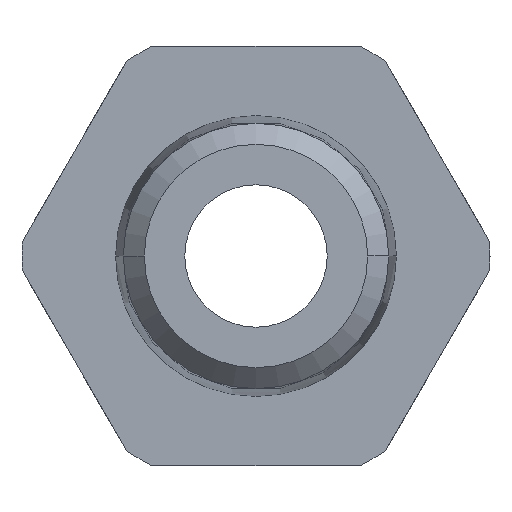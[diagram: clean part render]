
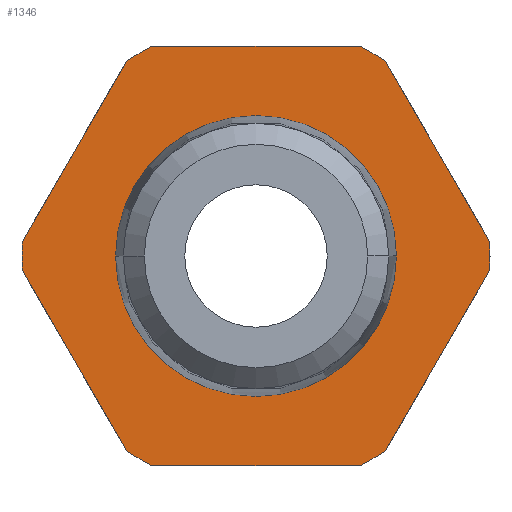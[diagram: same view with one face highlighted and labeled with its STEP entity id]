
A CAD part, front view. The second image highlights one B-rep face of the part: STEP entity #1346.
In plain terms, the highlighted planar face has unit normal (0, -1, 0).
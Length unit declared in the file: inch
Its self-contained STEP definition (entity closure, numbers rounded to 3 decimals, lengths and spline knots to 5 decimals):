
#12 = EDGE_CURVE ( 'NONE', #1036, #1643, #170, .T. ) ;
#42 = VERTEX_POINT ( 'NONE', #211 ) ;
#51 = FACE_OUTER_BOUND ( 'NONE', #2127, .T. ) ;
#52 = DIRECTION ( 'NONE',  ( 0.5, 0., 0.866 ) ) ;
#63 = AXIS2_PLACEMENT_3D ( 'NONE', #391, #1578, #560 ) ;
#69 = DIRECTION ( 'NONE',  ( -1., 0., 0. ) ) ;
#107 = EDGE_CURVE ( 'NONE', #412, #1250, #1873, .T. ) ;
#127 = DIRECTION ( 'NONE',  ( 0., 0., -1. ) ) ;
#150 = CARTESIAN_POINT ( 'NONE',  ( -0.45276, 0.51969, 0. ) ) ;
#155 = EDGE_CURVE ( 'NONE', #1802, #1643, #1362, .T. ) ;
#168 = VECTOR ( 'NONE', #172, 39.37008 ) ;
#170 = CIRCLE ( 'NONE', #533, 0.45276 ) ;
#172 = DIRECTION ( 'NONE',  ( -0.5, 0., 0.866 ) ) ;
#183 = ORIENTED_EDGE ( 'NONE', *, *, #758, .F. ) ;
#186 = DIRECTION ( 'NONE',  ( 0., 1., 0. ) ) ;
#195 = EDGE_CURVE ( 'NONE', #939, #42, #859, .T. ) ;
#199 = EDGE_CURVE ( 'NONE', #929, #210, #400, .T. ) ;
#206 = CARTESIAN_POINT ( 'NONE',  ( 0.2505, 0.51969, -0.37714 ) ) ;
#210 = VERTEX_POINT ( 'NONE', #1243 ) ;
#211 = CARTESIAN_POINT ( 'NONE',  ( -0.27165, 0.51969, 0. ) ) ;
#229 = DIRECTION ( 'NONE',  ( 0., -1., 0. ) ) ;
#260 = EDGE_CURVE ( 'NONE', #690, #1250, #958, .T. ) ;
#297 = ORIENTED_EDGE ( 'NONE', *, *, #1047, .T. ) ;
#329 = DIRECTION ( 'NONE',  ( 0.5, 0., -0.866 ) ) ;
#345 = CARTESIAN_POINT ( 'NONE',  ( 0.27165, 0.51969, 0. ) ) ;
#372 = DIRECTION ( 'NONE',  ( -1., 0., 0. ) ) ;
#378 = DIRECTION ( 'NONE',  ( 0., -1., 0. ) ) ;
#391 = CARTESIAN_POINT ( 'NONE',  ( 0., 0.51969, 0. ) ) ;
#400 = CIRCLE ( 'NONE', #1556, 0.45276 ) ;
#412 = VERTEX_POINT ( 'NONE', #1317 ) ;
#444 = AXIS2_PLACEMENT_3D ( 'NONE', #630, #1826, #804 ) ;
#514 = VERTEX_POINT ( 'NONE', #839 ) ;
#527 = ORIENTED_EDGE ( 'NONE', *, *, #195, .T. ) ;
#530 = VECTOR ( 'NONE', #372, 39.37008 ) ;
#533 = AXIS2_PLACEMENT_3D ( 'NONE', #1397, #378, #1566 ) ;
#560 = DIRECTION ( 'NONE',  ( -1., 0., 0. ) ) ;
#562 = ORIENTED_EDGE ( 'NONE', *, *, #107, .F. ) ;
#570 = CARTESIAN_POINT ( 'NONE',  ( 0., 0.51969, 0. ) ) ;
#630 = CARTESIAN_POINT ( 'NONE',  ( 0., 0.51969, 0. ) ) ;
#685 = CARTESIAN_POINT ( 'NONE',  ( -0.2505, 0.51969, -0.37714 ) ) ;
#690 = VERTEX_POINT ( 'NONE', #2162 ) ;
#743 = DIRECTION ( 'NONE',  ( -1., 0., 0. ) ) ;
#758 = EDGE_CURVE ( 'NONE', #514, #1496, #826, .T. ) ;
#798 = CARTESIAN_POINT ( 'NONE',  ( -0.3622, 0.51969, 0. ) ) ;
#804 = DIRECTION ( 'NONE',  ( -1., 0., 0. ) ) ;
#826 = CIRCLE ( 'NONE', #444, 0.45276 ) ;
#833 = ORIENTED_EDGE ( 'NONE', *, *, #878, .F. ) ;
#835 = EDGE_CURVE ( 'NONE', #1930, #2191, #1570, .T. ) ;
#839 = CARTESIAN_POINT ( 'NONE',  ( -0.45187, 0.51969, -0.02837 ) ) ;
#859 = CIRCLE ( 'NONE', #1328, 0.27165 ) ;
#878 = EDGE_CURVE ( 'NONE', #929, #514, #1522, .T. ) ;
#884 = ORIENTED_EDGE ( 'NONE', *, *, #155, .F. ) ;
#893 = EDGE_LOOP ( 'NONE', ( #921, #527 ) ) ;
#906 = ORIENTED_EDGE ( 'NONE', *, *, #835, .F. ) ;
#917 = VECTOR ( 'NONE', #2084, 39.37008 ) ;
#921 = ORIENTED_EDGE ( 'NONE', *, *, #1339, .T. ) ;
#927 = EDGE_CURVE ( 'NONE', #1496, #412, #1927, .T. ) ;
#929 = VERTEX_POINT ( 'NONE', #685 ) ;
#933 = DIRECTION ( 'NONE',  ( 0., -1., 0. ) ) ;
#939 = VERTEX_POINT ( 'NONE', #345 ) ;
#944 = CARTESIAN_POINT ( 'NONE',  ( -0.2505, 0.51969, 0.37714 ) ) ;
#949 = CIRCLE ( 'NONE', #2012, 0.27165 ) ;
#958 = CIRCLE ( 'NONE', #1786, 0.45276 ) ;
#969 = DIRECTION ( 'NONE',  ( 0., 1., 0. ) ) ;
#1036 = VERTEX_POINT ( 'NONE', #1064 ) ;
#1046 = CARTESIAN_POINT ( 'NONE',  ( -0.23412, 0.51969, 0.40551 ) ) ;
#1047 = EDGE_CURVE ( 'NONE', #1930, #1655, #1413, .T. ) ;
#1064 = CARTESIAN_POINT ( 'NONE',  ( 0.20137, 0.51969, -0.40551 ) ) ;
#1067 = EDGE_CURVE ( 'NONE', #1802, #2191, #1869, .T. ) ;
#1069 = CARTESIAN_POINT ( 'NONE',  ( 0.45187, 0.51969, 0.02837 ) ) ;
#1081 = DIRECTION ( 'NONE',  ( 0., -1., 0. ) ) ;
#1089 = ORIENTED_EDGE ( 'NONE', *, *, #12, .T. ) ;
#1136 = DIRECTION ( 'NONE',  ( 0., -1., 0. ) ) ;
#1137 = CARTESIAN_POINT ( 'NONE',  ( 0.2505, 0.51969, 0.37714 ) ) ;
#1196 = CARTESIAN_POINT ( 'NONE',  ( 0., 0.51969, 0. ) ) ;
#1235 = AXIS2_PLACEMENT_3D ( 'NONE', #1196, #186, #1371 ) ;
#1238 = DIRECTION ( 'NONE',  ( -0.5, 0., -0.866 ) ) ;
#1239 = CARTESIAN_POINT ( 'NONE',  ( 0., 0.51969, 0. ) ) ;
#1243 = CARTESIAN_POINT ( 'NONE',  ( -0.20137, 0.51969, -0.40551 ) ) ;
#1250 = VERTEX_POINT ( 'NONE', #944 ) ;
#1286 = ORIENTED_EDGE ( 'NONE', *, *, #1672, .F. ) ;
#1317 = CARTESIAN_POINT ( 'NONE',  ( -0.45187, 0.51969, 0.02837 ) ) ;
#1328 = AXIS2_PLACEMENT_3D ( 'NONE', #570, #1767, #743 ) ;
#1339 = EDGE_CURVE ( 'NONE', #42, #939, #949, .T. ) ;
#1346 = ADVANCED_FACE ( 'NONE', ( #1862, #51 ), #1478, .T. ) ;
#1362 = LINE ( 'NONE', #1410, #1817 ) ;
#1371 = DIRECTION ( 'NONE',  ( -1., 0., 0. ) ) ;
#1382 = ORIENTED_EDGE ( 'NONE', *, *, #927, .F. ) ;
#1392 = CARTESIAN_POINT ( 'NONE',  ( 0.20137, 0.51969, 0.40551 ) ) ;
#1397 = CARTESIAN_POINT ( 'NONE',  ( 0., 0.51969, 0. ) ) ;
#1408 = ORIENTED_EDGE ( 'NONE', *, *, #199, .T. ) ;
#1410 = CARTESIAN_POINT ( 'NONE',  ( 0.46824, 0.51969, 0. ) ) ;
#1413 = CIRCLE ( 'NONE', #63, 0.45276 ) ;
#1415 = VECTOR ( 'NONE', #52, 39.37008 ) ;
#1420 = DIRECTION ( 'NONE',  ( -1., 0., 0. ) ) ;
#1478 = PLANE ( 'NONE',  #1700 ) ;
#1496 = VERTEX_POINT ( 'NONE', #150 ) ;
#1521 = CARTESIAN_POINT ( 'NONE',  ( 0.23412, 0.51969, 0.40551 ) ) ;
#1522 = LINE ( 'NONE', #1874, #168 ) ;
#1556 = AXIS2_PLACEMENT_3D ( 'NONE', #2116, #1081, #69 ) ;
#1566 = DIRECTION ( 'NONE',  ( -1., 0., 0. ) ) ;
#1570 = LINE ( 'NONE', #1521, #2039 ) ;
#1578 = DIRECTION ( 'NONE',  ( 0., -1., 0. ) ) ;
#1586 = LINE ( 'NONE', #1046, #917 ) ;
#1609 = ORIENTED_EDGE ( 'NONE', *, *, #1067, .T. ) ;
#1629 = EDGE_CURVE ( 'NONE', #690, #1655, #1586, .T. ) ;
#1630 = ORIENTED_EDGE ( 'NONE', *, *, #260, .T. ) ;
#1643 = VERTEX_POINT ( 'NONE', #206 ) ;
#1655 = VERTEX_POINT ( 'NONE', #1392 ) ;
#1672 = EDGE_CURVE ( 'NONE', #1036, #210, #2190, .T. ) ;
#1700 = AXIS2_PLACEMENT_3D ( 'NONE', #798, #1136, #127 ) ;
#1767 = DIRECTION ( 'NONE',  ( 0., 1., 0. ) ) ;
#1786 = AXIS2_PLACEMENT_3D ( 'NONE', #1968, #933, #2140 ) ;
#1802 = VERTEX_POINT ( 'NONE', #1956 ) ;
#1817 = VECTOR ( 'NONE', #1238, 39.37008 ) ;
#1826 = DIRECTION ( 'NONE',  ( 0., 1., 0. ) ) ;
#1862 = FACE_BOUND ( 'NONE', #893, .T. ) ;
#1869 = CIRCLE ( 'NONE', #1936, 0.45276 ) ;
#1873 = LINE ( 'NONE', #1924, #1415 ) ;
#1874 = CARTESIAN_POINT ( 'NONE',  ( -0.23412, 0.51969, -0.40551 ) ) ;
#1913 = CARTESIAN_POINT ( 'NONE',  ( 0., 0.51969, -0.40551 ) ) ;
#1924 = CARTESIAN_POINT ( 'NONE',  ( -0.46824, 0.51969, 0. ) ) ;
#1927 = CIRCLE ( 'NONE', #1235, 0.45276 ) ;
#1930 = VERTEX_POINT ( 'NONE', #1137 ) ;
#1936 = AXIS2_PLACEMENT_3D ( 'NONE', #1239, #229, #1420 ) ;
#1956 = CARTESIAN_POINT ( 'NONE',  ( 0.45187, 0.51969, -0.02837 ) ) ;
#1968 = CARTESIAN_POINT ( 'NONE',  ( 0., 0.51969, 0. ) ) ;
#2003 = CARTESIAN_POINT ( 'NONE',  ( 0., 0.51969, 0. ) ) ;
#2012 = AXIS2_PLACEMENT_3D ( 'NONE', #2003, #969, #2175 ) ;
#2039 = VECTOR ( 'NONE', #329, 39.37008 ) ;
#2084 = DIRECTION ( 'NONE',  ( 1., 0., 0. ) ) ;
#2109 = ORIENTED_EDGE ( 'NONE', *, *, #1629, .F. ) ;
#2116 = CARTESIAN_POINT ( 'NONE',  ( 0., 0.51969, 0. ) ) ;
#2127 = EDGE_LOOP ( 'NONE', ( #833, #1408, #1286, #1089, #884, #1609, #906, #297, #2109, #1630, #562, #1382, #183 ) ) ;
#2140 = DIRECTION ( 'NONE',  ( -1., 0., 0. ) ) ;
#2162 = CARTESIAN_POINT ( 'NONE',  ( -0.20137, 0.51969, 0.40551 ) ) ;
#2175 = DIRECTION ( 'NONE',  ( -1., 0., 0. ) ) ;
#2190 = LINE ( 'NONE', #1913, #530 ) ;
#2191 = VERTEX_POINT ( 'NONE', #1069 ) ;
